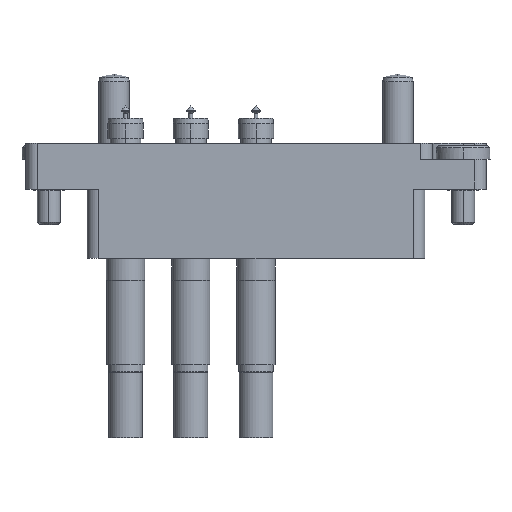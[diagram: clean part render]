
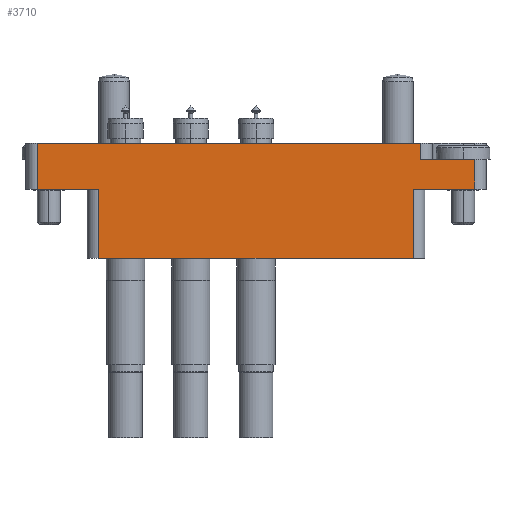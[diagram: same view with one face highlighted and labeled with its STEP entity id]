
A CAD part, left-side view. The second image highlights one B-rep face of the part: STEP entity #3710.
In plain terms, the highlighted face is planar.
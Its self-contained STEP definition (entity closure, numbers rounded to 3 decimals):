
#66 = CARTESIAN_POINT ( 'NONE',  ( 28.5, 3.9, 14.35 ) ) ;
#142 = VECTOR ( 'NONE', #22107, 1000. ) ;
#187 = DIRECTION ( 'NONE',  ( -1., 0., 0. ) ) ;
#461 = CARTESIAN_POINT ( 'NONE',  ( -28.5, 6., 14.35 ) ) ;
#681 = EDGE_CURVE ( 'NONE', #10216, #2597, #17348, .T. ) ;
#1170 = CARTESIAN_POINT ( 'NONE',  ( 20.5, 0., 14.35 ) ) ;
#1355 = VECTOR ( 'NONE', #20123, 1000. ) ;
#1487 = VECTOR ( 'NONE', #9543, 1000. ) ;
#2085 = EDGE_CURVE ( 'NONE', #10216, #16486, #20990, .T. ) ;
#2163 = CARTESIAN_POINT ( 'NONE',  ( 20.5, 0., 14.35 ) ) ;
#2597 = VERTEX_POINT ( 'NONE', #2163 ) ;
#2881 = LINE ( 'NONE', #7804, #142 ) ;
#3160 = EDGE_CURVE ( 'NONE', #20755, #12769, #2881, .T. ) ;
#3273 = CARTESIAN_POINT ( 'NONE',  ( -28.5, 0., 14.35 ) ) ;
#3710 = ADVANCED_FACE ( 'NONE', ( #9384 ), #21942, .F. ) ;
#3812 = ORIENTED_EDGE ( 'NONE', *, *, #22240, .T. ) ;
#3977 = CARTESIAN_POINT ( 'NONE',  ( 20.5, -9., 14.35 ) ) ;
#4053 = ORIENTED_EDGE ( 'NONE', *, *, #13453, .T. ) ;
#4759 = DIRECTION ( 'NONE',  ( -1., 0., 0. ) ) ;
#4776 = CARTESIAN_POINT ( 'NONE',  ( 21.5, 0., 14.35 ) ) ;
#5203 = VECTOR ( 'NONE', #187, 1000. ) ;
#6268 = CARTESIAN_POINT ( 'NONE',  ( 21.5, 6., 14.35 ) ) ;
#6505 = LINE ( 'NONE', #13541, #12676 ) ;
#7193 = VECTOR ( 'NONE', #16987, 1000. ) ;
#7294 = ORIENTED_EDGE ( 'NONE', *, *, #2085, .F. ) ;
#7644 = CARTESIAN_POINT ( 'NONE',  ( 28.5, 0., 14.35 ) ) ;
#7795 = CARTESIAN_POINT ( 'NONE',  ( -20.5, -9., 14.35 ) ) ;
#7804 = CARTESIAN_POINT ( 'NONE',  ( 28.5, 3.9, 14.35 ) ) ;
#7863 = CARTESIAN_POINT ( 'NONE',  ( -30., 0., 14.35 ) ) ;
#8031 = LINE ( 'NONE', #18841, #8149 ) ;
#8149 = VECTOR ( 'NONE', #8153, 1000. ) ;
#8153 = DIRECTION ( 'NONE',  ( 1., 0., 0. ) ) ;
#8676 = ORIENTED_EDGE ( 'NONE', *, *, #3160, .T. ) ;
#8969 = VERTEX_POINT ( 'NONE', #6268 ) ;
#9049 = EDGE_LOOP ( 'NONE', ( #7294, #17448, #18493, #8676, #9155, #4053, #10630, #16028, #18441, #3812 ) ) ;
#9155 = ORIENTED_EDGE ( 'NONE', *, *, #20149, .F. ) ;
#9384 = FACE_OUTER_BOUND ( 'NONE', #9049, .T. ) ;
#9446 = LINE ( 'NONE', #9901, #13792 ) ;
#9543 = DIRECTION ( 'NONE',  ( 0., -1., 0. ) ) ;
#9609 = DIRECTION ( 'NONE',  ( 0., 0., -1. ) ) ;
#9901 = CARTESIAN_POINT ( 'NONE',  ( -20.5, 0., 14.35 ) ) ;
#10145 = VERTEX_POINT ( 'NONE', #461 ) ;
#10216 = VERTEX_POINT ( 'NONE', #3977 ) ;
#10303 = CARTESIAN_POINT ( 'NONE',  ( -22., -9., 14.35 ) ) ;
#10630 = ORIENTED_EDGE ( 'NONE', *, *, #20447, .F. ) ;
#10923 = VERTEX_POINT ( 'NONE', #3273 ) ;
#11080 = LINE ( 'NONE', #18250, #1487 ) ;
#11230 = CARTESIAN_POINT ( 'NONE',  ( 21.5, 3.9, 14.35 ) ) ;
#11298 = CARTESIAN_POINT ( 'NONE',  ( -30., 6., 14.35 ) ) ;
#11776 = CARTESIAN_POINT ( 'NONE',  ( -20.5, 0., 14.35 ) ) ;
#12676 = VECTOR ( 'NONE', #4759, 1000. ) ;
#12769 = VERTEX_POINT ( 'NONE', #66 ) ;
#13453 = EDGE_CURVE ( 'NONE', #21035, #8969, #13915, .T. ) ;
#13541 = CARTESIAN_POINT ( 'NONE',  ( 30., 0., 14.35 ) ) ;
#13792 = VECTOR ( 'NONE', #16936, 1000. ) ;
#13915 = LINE ( 'NONE', #4776, #17161 ) ;
#13989 = VECTOR ( 'NONE', #19483, 1000. ) ;
#14006 = AXIS2_PLACEMENT_3D ( 'NONE', #7863, #9609, #16532 ) ;
#15848 = VERTEX_POINT ( 'NONE', #11776 ) ;
#16028 = ORIENTED_EDGE ( 'NONE', *, *, #16097, .T. ) ;
#16097 = EDGE_CURVE ( 'NONE', #10145, #10923, #11080, .T. ) ;
#16486 = VERTEX_POINT ( 'NONE', #7795 ) ;
#16532 = DIRECTION ( 'NONE',  ( -1., 0., 0. ) ) ;
#16936 = DIRECTION ( 'NONE',  ( 0., -1., 0. ) ) ;
#16987 = DIRECTION ( 'NONE',  ( 0., 1., 0. ) ) ;
#17161 = VECTOR ( 'NONE', #20613, 1000. ) ;
#17348 = LINE ( 'NONE', #1170, #7193 ) ;
#17448 = ORIENTED_EDGE ( 'NONE', *, *, #681, .T. ) ;
#18004 = CARTESIAN_POINT ( 'NONE',  ( 30., 0., 14.35 ) ) ;
#18250 = CARTESIAN_POINT ( 'NONE',  ( -28.5, 0., 14.35 ) ) ;
#18441 = ORIENTED_EDGE ( 'NONE', *, *, #22285, .F. ) ;
#18493 = ORIENTED_EDGE ( 'NONE', *, *, #22567, .F. ) ;
#18841 = CARTESIAN_POINT ( 'NONE',  ( 30., 3.9, 14.35 ) ) ;
#19483 = DIRECTION ( 'NONE',  ( -1., 0., 0. ) ) ;
#20123 = DIRECTION ( 'NONE',  ( 1., 0., 0. ) ) ;
#20149 = EDGE_CURVE ( 'NONE', #21035, #12769, #8031, .T. ) ;
#20344 = LINE ( 'NONE', #11298, #1355 ) ;
#20447 = EDGE_CURVE ( 'NONE', #10145, #8969, #20344, .T. ) ;
#20613 = DIRECTION ( 'NONE',  ( 0., 1., 0. ) ) ;
#20755 = VERTEX_POINT ( 'NONE', #7644 ) ;
#20990 = LINE ( 'NONE', #10303, #13989 ) ;
#21035 = VERTEX_POINT ( 'NONE', #11230 ) ;
#21522 = LINE ( 'NONE', #18004, #5203 ) ;
#21942 = PLANE ( 'NONE',  #14006 ) ;
#22107 = DIRECTION ( 'NONE',  ( 0., 1., 0. ) ) ;
#22240 = EDGE_CURVE ( 'NONE', #15848, #16486, #9446, .T. ) ;
#22285 = EDGE_CURVE ( 'NONE', #15848, #10923, #6505, .T. ) ;
#22567 = EDGE_CURVE ( 'NONE', #20755, #2597, #21522, .T. ) ;
